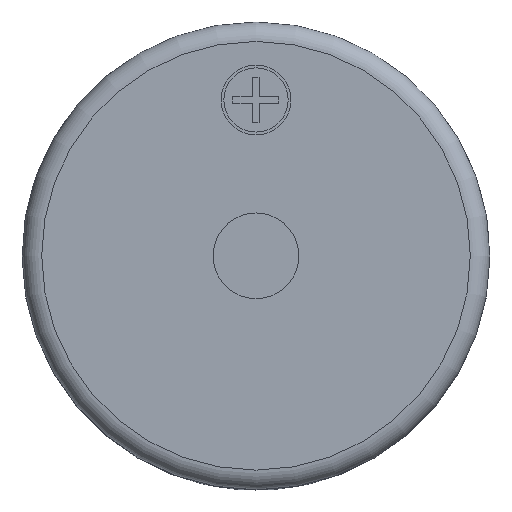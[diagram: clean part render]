
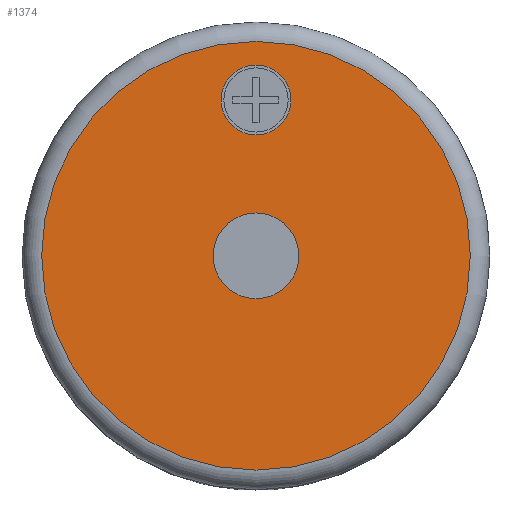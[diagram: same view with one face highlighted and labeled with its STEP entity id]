
A CAD part, top view. The second image highlights one B-rep face of the part: STEP entity #1374.
In plain terms, the highlighted planar face has unit normal (0, 0, 1).
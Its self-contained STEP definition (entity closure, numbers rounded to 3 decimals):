
#1278 = EDGE_CURVE('',#1279,#1281,#1283,.T.);
#1279 = VERTEX_POINT('',#1280);
#1280 = CARTESIAN_POINT('',(-1.1,0.,9.5));
#1281 = VERTEX_POINT('',#1282);
#1282 = CARTESIAN_POINT('',(1.1,0.,9.5));
#1283 = CIRCLE('',#1284,1.1);
#1284 = AXIS2_PLACEMENT_3D('',#1285,#1286,#1287);
#1285 = CARTESIAN_POINT('',(0.,0.,9.5));
#1286 = DIRECTION('',(0.,0.,-1.));
#1287 = DIRECTION('',(-1.,0.,0.));
#1298 = EDGE_CURVE('',#1281,#1279,#1299,.T.);
#1299 = CIRCLE('',#1300,1.1);
#1300 = AXIS2_PLACEMENT_3D('',#1301,#1302,#1303);
#1301 = CARTESIAN_POINT('',(0.,0.,9.5));
#1302 = DIRECTION('',(0.,0.,-1.));
#1303 = DIRECTION('',(-1.,0.,0.));
#1313 = EDGE_CURVE('',#1314,#1316,#1318,.T.);
#1314 = VERTEX_POINT('',#1315);
#1315 = CARTESIAN_POINT('',(-0.897,3.998,9.5));
#1316 = VERTEX_POINT('',#1317);
#1317 = CARTESIAN_POINT('',(0.897,3.998,9.5));
#1318 = CIRCLE('',#1319,0.897);
#1319 = AXIS2_PLACEMENT_3D('',#1320,#1321,#1322);
#1320 = CARTESIAN_POINT('',(0.,3.998,9.5));
#1321 = DIRECTION('',(0.,0.,-1.));
#1322 = DIRECTION('',(-1.,0.,0.));
#1333 = EDGE_CURVE('',#1316,#1314,#1334,.T.);
#1334 = CIRCLE('',#1335,0.897);
#1335 = AXIS2_PLACEMENT_3D('',#1336,#1337,#1338);
#1336 = CARTESIAN_POINT('',(0.,3.998,9.5));
#1337 = DIRECTION('',(0.,0.,-1.));
#1338 = DIRECTION('',(-1.,0.,0.));
#1374 = ADVANCED_FACE('',(#1375,#1386,#1390),#1394,.F.);
#1375 = FACE_BOUND('',#1376,.T.);
#1376 = EDGE_LOOP('',(#1377));
#1377 = ORIENTED_EDGE('',*,*,#1378,.F.);
#1378 = EDGE_CURVE('',#1379,#1379,#1381,.T.);
#1379 = VERTEX_POINT('',#1380);
#1380 = CARTESIAN_POINT('',(5.5,0.,9.5));
#1381 = CIRCLE('',#1382,5.5);
#1382 = AXIS2_PLACEMENT_3D('',#1383,#1384,#1385);
#1383 = CARTESIAN_POINT('',(0.,0.,9.5));
#1384 = DIRECTION('',(0.,0.,-1.));
#1385 = DIRECTION('',(0.882,0.471,0.)
  );
#1386 = FACE_BOUND('',#1387,.T.);
#1387 = EDGE_LOOP('',(#1388,#1389));
#1388 = ORIENTED_EDGE('',*,*,#1333,.T.);
#1389 = ORIENTED_EDGE('',*,*,#1313,.T.);
#1390 = FACE_BOUND('',#1391,.T.);
#1391 = EDGE_LOOP('',(#1392,#1393));
#1392 = ORIENTED_EDGE('',*,*,#1298,.T.);
#1393 = ORIENTED_EDGE('',*,*,#1278,.T.);
#1394 = PLANE('',#1395);
#1395 = AXIS2_PLACEMENT_3D('',#1396,#1397,#1398);
#1396 = CARTESIAN_POINT('',(0.,0.,9.5));
#1397 = DIRECTION('',(0.,0.,-1.));
#1398 = DIRECTION('',(-1.,0.,0.));
